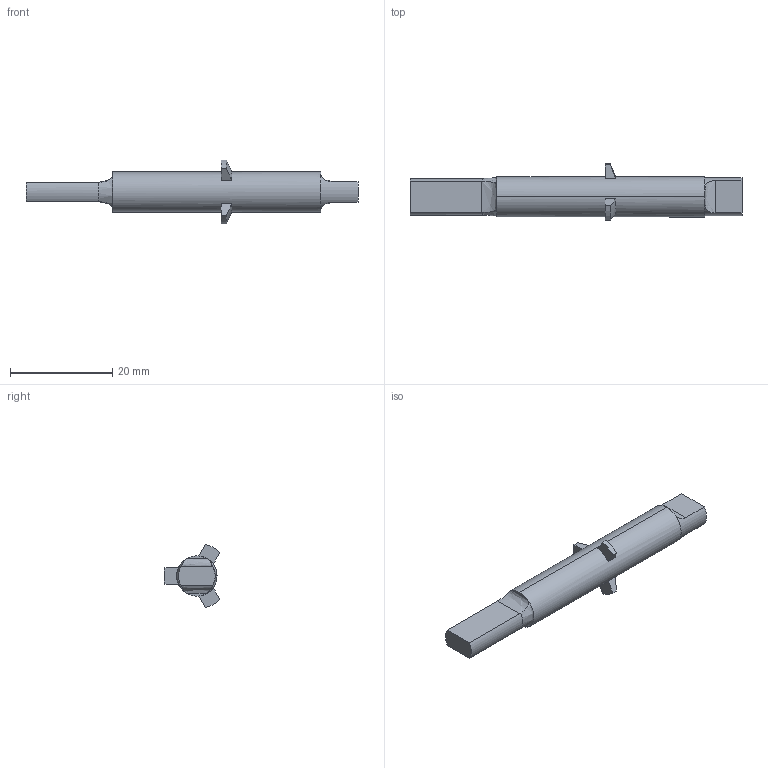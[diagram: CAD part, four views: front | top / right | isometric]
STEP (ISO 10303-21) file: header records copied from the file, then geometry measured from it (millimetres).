
FILE_DESCRIPTION (( 'STEP AP214' ), '1' );
FILE_NAME ('diff axel left side.STEP', '2024-08-30T07:24:47', ( '' ), ( '' ), 'SwSTEP 2.0', 'SolidWorks 2023', '' );
FILE_SCHEMA (( 'AUTOMOTIVE_DESIGN' ));
Length unit declared in the file: millimetre
Products named in the file (1): diff axel left side
Bounding box: 65 x 10.96 x 12.44 mm (x, y, z)
Volume: 2694.2 mm3; surface area: 1651.7 mm2
Topology: 1 solids, 1 shells, 36 faces, 94 edges, 64 vertices
Faces by surface type: plane 18, cylinder 9, bspline 6, cone 3
Entity records: 1595 total; most frequent: CARTESIAN_POINT 753, ORIENTED_EDGE 188, DIRECTION 142, EDGE_CURVE 94, VERTEX_POINT 64, AXIS2_PLACEMENT_3D 55, EDGE_LOOP 40, B_SPLINE_CURVE_WITH_KNOTS 38
